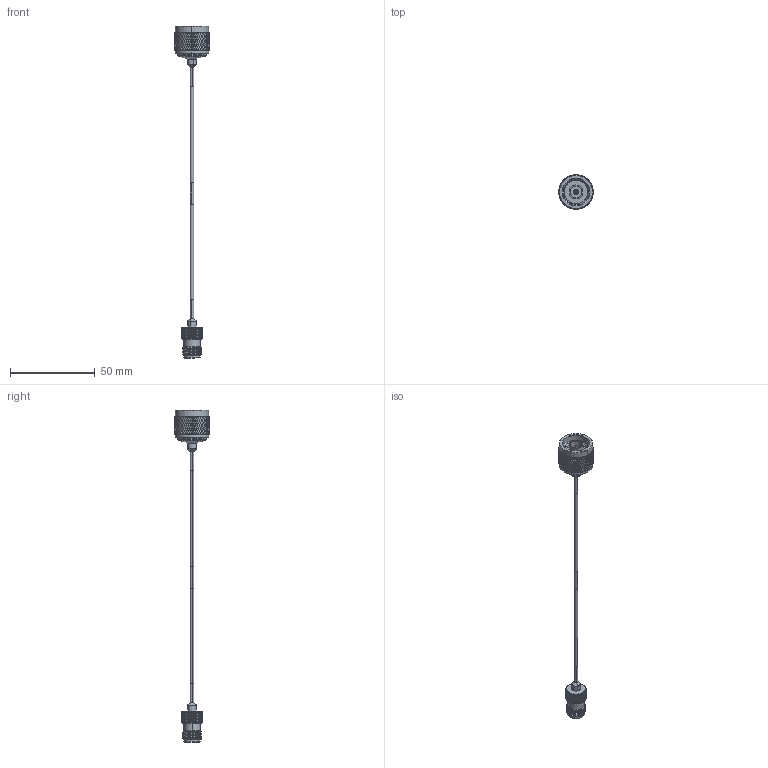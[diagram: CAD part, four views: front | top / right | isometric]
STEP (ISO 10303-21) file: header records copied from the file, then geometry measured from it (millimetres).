
FILE_DESCRIPTION (( 'STEP AP214' ), '1' );
FILE_NAME ('LCCA30578.step', '2020-06-22T22:14:45', ( '' ), ( '' ), 'SwSTEP 2.0', 'SolidWorks 2018', '' );
FILE_SCHEMA (( 'AUTOMOTIVE_DESIGN' ));
Products named in the file (6): LCCN3044_HS; LCCN3062; 1AW01-002_.08 ID; LCCN3050; LC085TB (085 FORMABLE); LCCA30578
Assembly tree (6 placements, depth 2):
  LCCA30578
    LC085TB (085 FORMABLE)
    1AW01-002_.08 ID
    LCCN3044_HS  x2
    LCCN3050
    LCCN3062
Bounding box: 20.32 x 20.32 x 195.81 mm (x, y, z)
Volume: 6146.1 mm3; surface area: 6165.6 mm2
Topology: 6 solids, 6 shells, 4030 faces, 8579 edges, 4576 vertices
Faces by surface type: bspline 3082, cylinder 851, plane 51, cone 42, torus 4
Entity records: 151485 total; most frequent: CARTESIAN_POINT 99300, ORIENTED_EDGE 17130, EDGE_CURVE 8565, VERTEX_POINT 4568, EDGE_LOOP 4039, FACE_OUTER_BOUND 4022, ADVANCED_FACE 4022, B_SPLINE_CURVE_WITH_KNOTS 3496
